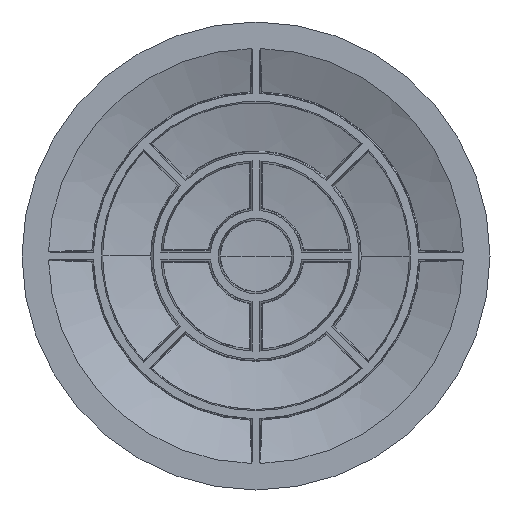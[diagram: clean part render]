
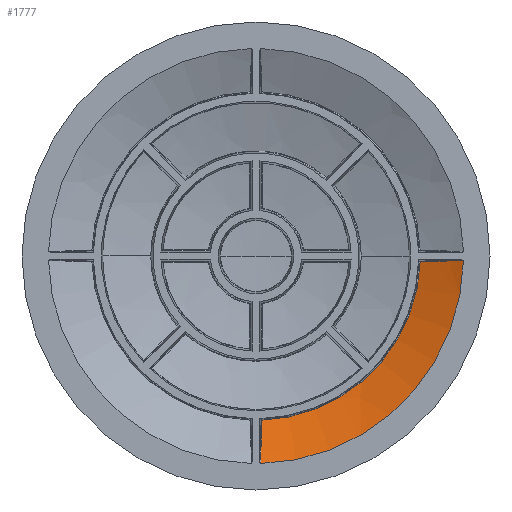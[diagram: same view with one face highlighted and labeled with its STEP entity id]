
A CAD part, front view. The second image highlights one B-rep face of the part: STEP entity #1777.
In plain terms, the highlighted spherical face has radius 122 mm.
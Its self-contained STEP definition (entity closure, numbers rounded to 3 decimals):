
#190 = VERTEX_POINT ( 'NONE', #2916 ) ;
#196 = DIRECTION ( 'NONE',  ( 0.035, 0.999, 0. ) ) ;
#662 = ORIENTED_EDGE ( 'NONE', *, *, #5404, .T. ) ;
#679 = EDGE_LOOP ( 'NONE', ( #5916, #662, #5051, #2788 ) ) ;
#716 = AXIS2_PLACEMENT_3D ( 'NONE', #2511, #5969, #2996 ) ;
#773 = VERTEX_POINT ( 'NONE', #6017 ) ;
#1127 = AXIS2_PLACEMENT_3D ( 'NONE', #1480, #4954, #1973 ) ;
#1480 = CARTESIAN_POINT ( 'NONE',  ( 0., 4.554, 0. ) ) ;
#1777 = ADVANCED_FACE ( 'NONE', ( #3739 ), #2441, .F. ) ;
#1973 = DIRECTION ( 'NONE',  ( 0., 0., -1. ) ) ;
#1978 = CARTESIAN_POINT ( 'NONE',  ( 0., 0., 0. ) ) ;
#2068 = DIRECTION ( 'NONE',  ( 0., 0., 1. ) ) ;
#2441 = SPHERICAL_SURFACE ( 'NONE', #4419, 122. ) ;
#2478 = DIRECTION ( 'NONE',  ( 0., 0., -1. ) ) ;
#2511 = CARTESIAN_POINT ( 'NONE',  ( 0., -110.107, 2.649 ) ) ;
#2788 = ORIENTED_EDGE ( 'NONE', *, *, #6222, .T. ) ;
#2887 = VERTEX_POINT ( 'NONE', #4645 ) ;
#2916 = CARTESIAN_POINT ( 'NONE',  ( 52.331, 0., -1.196 ) ) ;
#2980 = CIRCLE ( 'NONE', #716, 121.971 ) ;
#2996 = DIRECTION ( 'NONE',  ( 0., 0.999, -0.035 ) ) ;
#3087 = VERTEX_POINT ( 'NONE', #6342 ) ;
#3150 = DIRECTION ( 'NONE',  ( -0.999, 0.035, 0. ) ) ;
#3174 = EDGE_CURVE ( 'NONE', #773, #190, #4508, .T. ) ;
#3535 = DIRECTION ( 'NONE',  ( 1., 0., 0. ) ) ;
#3739 = FACE_OUTER_BOUND ( 'NONE', #679, .T. ) ;
#3829 = CIRCLE ( 'NONE', #5340, 121.971 ) ;
#4010 = EDGE_CURVE ( 'NONE', #2887, #3087, #5446, .T. ) ;
#4419 = AXIS2_PLACEMENT_3D ( 'NONE', #4534, #2068, #3535 ) ;
#4508 = CIRCLE ( 'NONE', #5473, 52.345 ) ;
#4534 = CARTESIAN_POINT ( 'NONE',  ( 0., -110.2, 0. ) ) ;
#4645 = CARTESIAN_POINT ( 'NONE',  ( 41.398, 4.554, -1.355 ) ) ;
#4954 = DIRECTION ( 'NONE',  ( 0., 1., 0. ) ) ;
#5051 = ORIENTED_EDGE ( 'NONE', *, *, #4010, .T. ) ;
#5340 = AXIS2_PLACEMENT_3D ( 'NONE', #6125, #3150, #196 ) ;
#5404 = EDGE_CURVE ( 'NONE', #190, #2887, #2980, .T. ) ;
#5440 = DIRECTION ( 'NONE',  ( 0., -1., 0. ) ) ;
#5446 = CIRCLE ( 'NONE', #1127, 41.42 ) ;
#5473 = AXIS2_PLACEMENT_3D ( 'NONE', #1978, #5440, #2478 ) ;
#5916 = ORIENTED_EDGE ( 'NONE', *, *, #3174, .T. ) ;
#5969 = DIRECTION ( 'NONE',  ( 0., 0.035, 0.999 ) ) ;
#6017 = CARTESIAN_POINT ( 'NONE',  ( 1.196, 0., -52.331 ) ) ;
#6125 = CARTESIAN_POINT ( 'NONE',  ( -2.649, -110.107, 0. ) ) ;
#6222 = EDGE_CURVE ( 'NONE', #3087, #773, #3829, .T. ) ;
#6342 = CARTESIAN_POINT ( 'NONE',  ( 1.355, 4.554, -41.398 ) ) ;
